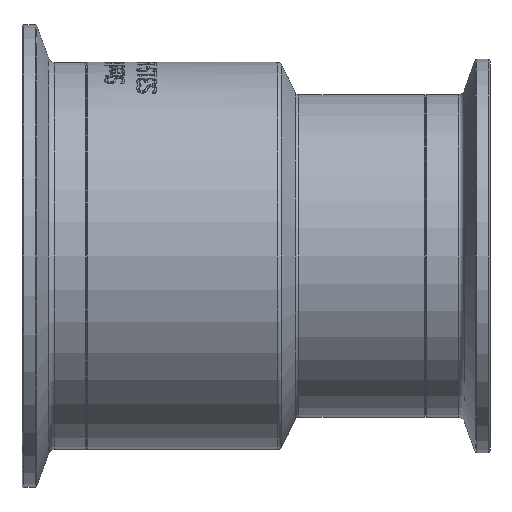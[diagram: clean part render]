
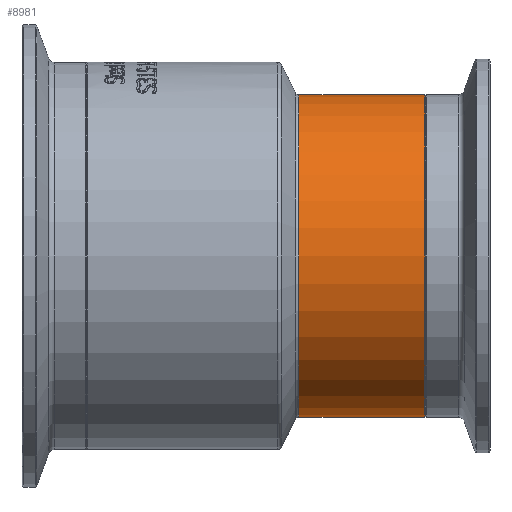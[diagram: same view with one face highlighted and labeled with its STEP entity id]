
A CAD part, front view. The second image highlights one B-rep face of the part: STEP entity #8981.
In plain terms, the highlighted cylindrical face has radius 31.75 mm (diameter 63.5 mm), a full revolution.
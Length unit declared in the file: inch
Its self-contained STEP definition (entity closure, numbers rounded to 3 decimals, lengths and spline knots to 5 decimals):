
#171=FACE_BOUND('',#1680,.T.);
#1094=FACE_OUTER_BOUND('',#1679,.T.);
#1679=EDGE_LOOP('',(#8326));
#1680=EDGE_LOOP('',(#8327));
#1924=CIRCLE('',#9535,1.25);
#1925=CIRCLE('',#9537,1.25);
#4426=VERTEX_POINT('',#19498);
#4427=VERTEX_POINT('',#19501);
#5731=EDGE_CURVE('',#4426,#4426,#1924,.T.);
#5732=EDGE_CURVE('',#4427,#4427,#1925,.T.);
#8326=ORIENTED_EDGE('',*,*,#5732,.F.);
#8327=ORIENTED_EDGE('',*,*,#5731,.F.);
#8394=CYLINDRICAL_SURFACE('',#9536,1.25);
#8981=ADVANCED_FACE('',(#1094,#171),#8394,.T.);
#9535=AXIS2_PLACEMENT_3D('',#19499,#11221,#11222);
#9536=AXIS2_PLACEMENT_3D('',#19500,#11223,#11224);
#9537=AXIS2_PLACEMENT_3D('',#19502,#11225,#11226);
#11221=DIRECTION('center_axis',(1.,0.,0.));
#11222=DIRECTION('ref_axis',(0.,-1.,0.));
#11223=DIRECTION('center_axis',(1.,0.,0.));
#11224=DIRECTION('ref_axis',(0.,1.,0.));
#11225=DIRECTION('center_axis',(-1.,0.,0.));
#11226=DIRECTION('ref_axis',(0.,-1.,0.));
#19498=CARTESIAN_POINT('',(2.62,1.25,0.));
#19499=CARTESIAN_POINT('Origin',(2.62,0.,0.));
#19500=CARTESIAN_POINT('Origin',(2.125,0.,0.));
#19501=CARTESIAN_POINT('',(1.64416,1.25,0.));
#19502=CARTESIAN_POINT('Origin',(1.64416,0.,0.));
